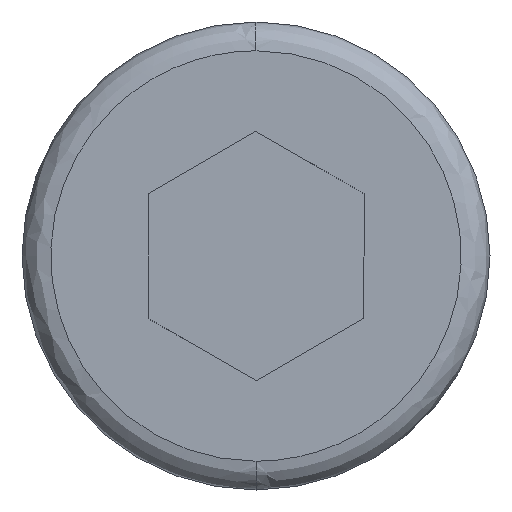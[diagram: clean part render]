
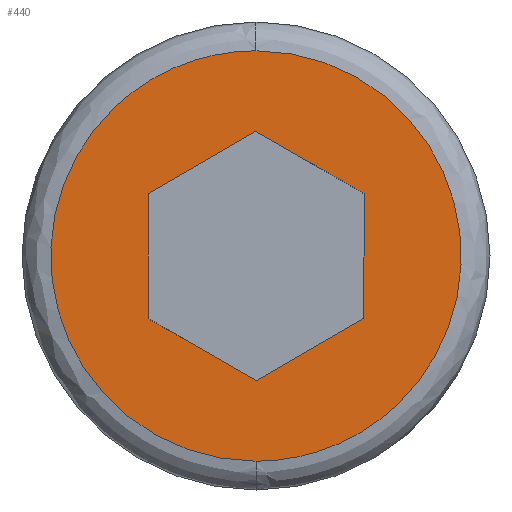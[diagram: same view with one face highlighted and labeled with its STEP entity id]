
A CAD part, left-side view. The second image highlights one B-rep face of the part: STEP entity #440.
In plain terms, the highlighted planar face has unit normal (-1, 0, 0).
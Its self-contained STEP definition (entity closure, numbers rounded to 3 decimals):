
#10 = LINE ( 'NONE', #69, #492 ) ;
#24 = CARTESIAN_POINT ( 'NONE',  ( -8., 11.4, 5.7 ) ) ;
#34 = DIRECTION ( 'NONE',  ( 0., 0., 1. ) ) ;
#35 =( BOUNDED_CURVE ( )  B_SPLINE_CURVE ( 3, ( #387, #172, #301, #224 ),
 .UNSPECIFIED., .F., .F. ) 
 B_SPLINE_CURVE_WITH_KNOTS ( ( 4, 4 ),
 ( 0.75, 1.25 ),
 .UNSPECIFIED. ) 
 CURVE ( )  GEOMETRIC_REPRESENTATION_ITEM ( )  RATIONAL_B_SPLINE_CURVE ( ( 1., 0.333, 0.333, 1. ) ) 
 REPRESENTATION_ITEM ( '' )  );
#53 = CARTESIAN_POINT ( 'NONE',  ( -8., 3., 1.732 ) ) ;
#69 = CARTESIAN_POINT ( 'NONE',  ( -8., -3., 0. ) ) ;
#72 = LINE ( 'NONE', #375, #181 ) ;
#73 = DIRECTION ( 'NONE',  ( 0., 0., -1. ) ) ;
#79 = CARTESIAN_POINT ( 'NONE',  ( -8., 0., -3.464 ) ) ;
#85 = DIRECTION ( 'NONE',  ( 0., -0.866, -0.5 ) ) ;
#98 = CARTESIAN_POINT ( 'NONE',  ( -8., 3., 1.732 ) ) ;
#99 = VERTEX_POINT ( 'NONE', #79 ) ;
#107 = CARTESIAN_POINT ( 'NONE',  ( -8., 0., 5.7 ) ) ;
#111 = FACE_BOUND ( 'NONE', #466, .T. ) ;
#118 = ORIENTED_EDGE ( 'NONE', *, *, #153, .T. ) ;
#119 = DIRECTION ( 'NONE',  ( 0., 0.866, -0.5 ) ) ;
#126 = ORIENTED_EDGE ( 'NONE', *, *, #161, .T. ) ;
#131 = VERTEX_POINT ( 'NONE', #287 ) ;
#139 = DIRECTION ( 'NONE',  ( 0., -0.866, 0.5 ) ) ;
#143 = CARTESIAN_POINT ( 'NONE',  ( -8., -3., 1.732 ) ) ;
#153 = EDGE_CURVE ( 'NONE', #99, #266, #167, .T. ) ;
#156 = CARTESIAN_POINT ( 'NONE',  ( -8., 0., -3.464 ) ) ;
#161 = EDGE_CURVE ( 'NONE', #131, #349, #525, .T. ) ;
#163 = CARTESIAN_POINT ( 'NONE',  ( -8., -3., -1.732 ) ) ;
#167 = LINE ( 'NONE', #156, #388 ) ;
#169 = CARTESIAN_POINT ( 'NONE',  ( -8., 3., -1.732 ) ) ;
#172 = CARTESIAN_POINT ( 'NONE',  ( -8., -11.4, 5.7 ) ) ;
#177 = VERTEX_POINT ( 'NONE', #163 ) ;
#181 = VECTOR ( 'NONE', #119, 1000. ) ;
#190 = CARTESIAN_POINT ( 'NONE',  ( -8., 3., 0. ) ) ;
#191 = ORIENTED_EDGE ( 'NONE', *, *, #545, .T. ) ;
#194 = CARTESIAN_POINT ( 'NONE',  ( -8., 4.982, 0. ) ) ;
#207 = ORIENTED_EDGE ( 'NONE', *, *, #335, .F. ) ;
#219 = EDGE_CURVE ( 'NONE', #177, #99, #72, .T. ) ;
#220 = VECTOR ( 'NONE', #139, 1000. ) ;
#224 = CARTESIAN_POINT ( 'NONE',  ( -8., 0., -5.7 ) ) ;
#228 = ORIENTED_EDGE ( 'NONE', *, *, #342, .T. ) ;
#231 = PLANE ( 'NONE',  #371 ) ;
#237 = ORIENTED_EDGE ( 'NONE', *, *, #434, .T. ) ;
#240 = LINE ( 'NONE', #190, #259 ) ;
#259 = VECTOR ( 'NONE', #34, 1000. ) ;
#266 = VERTEX_POINT ( 'NONE', #169 ) ;
#267 = EDGE_CURVE ( 'NONE', #504, #419, #35, .T. ) ;
#271 = ORIENTED_EDGE ( 'NONE', *, *, #267, .F. ) ;
#287 = CARTESIAN_POINT ( 'NONE',  ( -8., 0., 3.464 ) ) ;
#300 = VERTEX_POINT ( 'NONE', #53 ) ;
#301 = CARTESIAN_POINT ( 'NONE',  ( -8., -11.4, -5.7 ) ) ;
#310 = CARTESIAN_POINT ( 'NONE',  ( -8., 0., 5.7 ) ) ;
#319 = FACE_OUTER_BOUND ( 'NONE', #459, .T. ) ;
#327 = DIRECTION ( 'NONE',  ( 0., 0.866, 0.5 ) ) ;
#335 = EDGE_CURVE ( 'NONE', #419, #504, #414, .T. ) ;
#342 = EDGE_CURVE ( 'NONE', #300, #131, #441, .T. ) ;
#349 = VERTEX_POINT ( 'NONE', #143 ) ;
#356 = ORIENTED_EDGE ( 'NONE', *, *, #219, .T. ) ;
#359 = DIRECTION ( 'NONE',  ( 0., 0., 1. ) ) ;
#371 = AXIS2_PLACEMENT_3D ( 'NONE', #194, #500, #359 ) ;
#375 = CARTESIAN_POINT ( 'NONE',  ( -8., -3., -1.732 ) ) ;
#383 = CARTESIAN_POINT ( 'NONE',  ( -8., 11.4, -5.7 ) ) ;
#387 = CARTESIAN_POINT ( 'NONE',  ( -8., 0., 5.7 ) ) ;
#388 = VECTOR ( 'NONE', #327, 1000. ) ;
#414 =( BOUNDED_CURVE ( )  B_SPLINE_CURVE ( 3, ( #438, #383, #24, #310 ),
 .UNSPECIFIED., .F., .F. ) 
 B_SPLINE_CURVE_WITH_KNOTS ( ( 4, 4 ),
 ( 0.25, 0.75 ),
 .UNSPECIFIED. ) 
 CURVE ( )  GEOMETRIC_REPRESENTATION_ITEM ( )  RATIONAL_B_SPLINE_CURVE ( ( 1., 0.333, 0.333, 1. ) ) 
 REPRESENTATION_ITEM ( '' )  );
#419 = VERTEX_POINT ( 'NONE', #488 ) ;
#434 = EDGE_CURVE ( 'NONE', #349, #177, #10, .T. ) ;
#438 = CARTESIAN_POINT ( 'NONE',  ( -8., 0., -5.7 ) ) ;
#440 = ADVANCED_FACE ( 'NONE', ( #111, #319 ), #231, .T. ) ;
#441 = LINE ( 'NONE', #98, #220 ) ;
#459 = EDGE_LOOP ( 'NONE', ( #207, #271 ) ) ;
#466 = EDGE_LOOP ( 'NONE', ( #356, #118, #191, #228, #126, #237 ) ) ;
#488 = CARTESIAN_POINT ( 'NONE',  ( -8., 0., -5.7 ) ) ;
#492 = VECTOR ( 'NONE', #73, 1000. ) ;
#500 = DIRECTION ( 'NONE',  ( -1., 0., 0. ) ) ;
#504 = VERTEX_POINT ( 'NONE', #107 ) ;
#512 = CARTESIAN_POINT ( 'NONE',  ( -8., 0., 3.464 ) ) ;
#525 = LINE ( 'NONE', #512, #551 ) ;
#545 = EDGE_CURVE ( 'NONE', #266, #300, #240, .T. ) ;
#551 = VECTOR ( 'NONE', #85, 1000. ) ;
